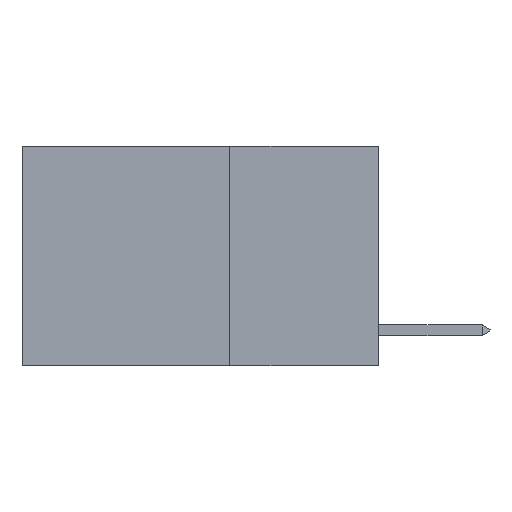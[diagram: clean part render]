
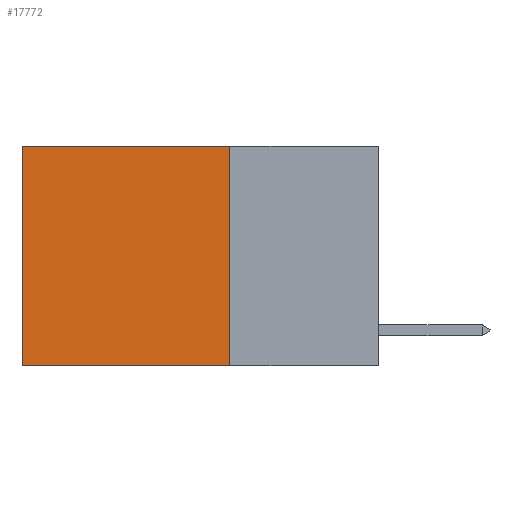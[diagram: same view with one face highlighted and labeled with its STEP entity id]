
A CAD part, left-side view. The second image highlights one B-rep face of the part: STEP entity #17772.
In plain terms, the highlighted planar face has unit normal (-1, 0, 0).
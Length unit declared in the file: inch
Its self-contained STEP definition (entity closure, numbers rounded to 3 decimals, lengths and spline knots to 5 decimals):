
#91 = CARTESIAN_POINT ( 'NONE',  ( 0.2625, 0.25, 0. ) ) ;
#882 = DIRECTION ( 'NONE',  ( 0., 1., 0. ) ) ;
#1484 = AXIS2_PLACEMENT_3D ( 'NONE', #3380, #3243, #8197 ) ;
#1588 = PLANE ( 'NONE',  #1484 ) ;
#1671 = LINE ( 'NONE', #2861, #2184 ) ;
#2184 = VECTOR ( 'NONE', #5902, 39.37008 ) ;
#2861 = CARTESIAN_POINT ( 'NONE',  ( 0.2625, 0.25, 0. ) ) ;
#3243 = DIRECTION ( 'NONE',  ( 1., 0., 0. ) ) ;
#3380 = CARTESIAN_POINT ( 'NONE',  ( 0.2625, 0.25, 0. ) ) ;
#4081 = VECTOR ( 'NONE', #882, 39.37008 ) ;
#4255 = LINE ( 'NONE', #6523, #5513 ) ;
#4327 = EDGE_CURVE ( 'NONE', #17752, #11004, #6110, .T. ) ;
#4665 = LINE ( 'NONE', #7867, #16729 ) ;
#5408 = ORIENTED_EDGE ( 'NONE', *, *, #8351, .T. ) ;
#5513 = VECTOR ( 'NONE', #13382, 39.37008 ) ;
#5902 = DIRECTION ( 'NONE',  ( 0., 1., 0. ) ) ;
#5935 = EDGE_CURVE ( 'NONE', #15127, #17752, #4665, .T. ) ;
#6110 = LINE ( 'NONE', #15348, #4081 ) ;
#6523 = CARTESIAN_POINT ( 'NONE',  ( 0.2625, 0.6, 0. ) ) ;
#7069 = FACE_OUTER_BOUND ( 'NONE', #8253, .T. ) ;
#7572 = CARTESIAN_POINT ( 'NONE',  ( 0.2625, 0.6, 0. ) ) ;
#7867 = CARTESIAN_POINT ( 'NONE',  ( 0.2625, 0.25, 0. ) ) ;
#7930 = DIRECTION ( 'NONE',  ( 0., 0., -1. ) ) ;
#8084 = ORIENTED_EDGE ( 'NONE', *, *, #5935, .F. ) ;
#8197 = DIRECTION ( 'NONE',  ( 0., 0., -1. ) ) ;
#8253 = EDGE_LOOP ( 'NONE', ( #5408, #9409, #8084, #11234 ) ) ;
#8351 = EDGE_CURVE ( 'NONE', #14389, #11004, #4255, .T. ) ;
#9409 = ORIENTED_EDGE ( 'NONE', *, *, #4327, .F. ) ;
#9741 = CARTESIAN_POINT ( 'NONE',  ( 0.2625, 0.6, -0.37 ) ) ;
#11004 = VERTEX_POINT ( 'NONE', #9741 ) ;
#11234 = ORIENTED_EDGE ( 'NONE', *, *, #19727, .T. ) ;
#13382 = DIRECTION ( 'NONE',  ( 0., 0., -1. ) ) ;
#14389 = VERTEX_POINT ( 'NONE', #7572 ) ;
#15127 = VERTEX_POINT ( 'NONE', #91 ) ;
#15348 = CARTESIAN_POINT ( 'NONE',  ( 0.2625, 0.25, -0.37 ) ) ;
#15910 = CARTESIAN_POINT ( 'NONE',  ( 0.2625, 0.25, -0.37 ) ) ;
#16729 = VECTOR ( 'NONE', #7930, 39.37008 ) ;
#17752 = VERTEX_POINT ( 'NONE', #15910 ) ;
#17772 = ADVANCED_FACE ( 'NONE', ( #7069 ), #1588, .F. ) ;
#19727 = EDGE_CURVE ( 'NONE', #15127, #14389, #1671, .T. ) ;
